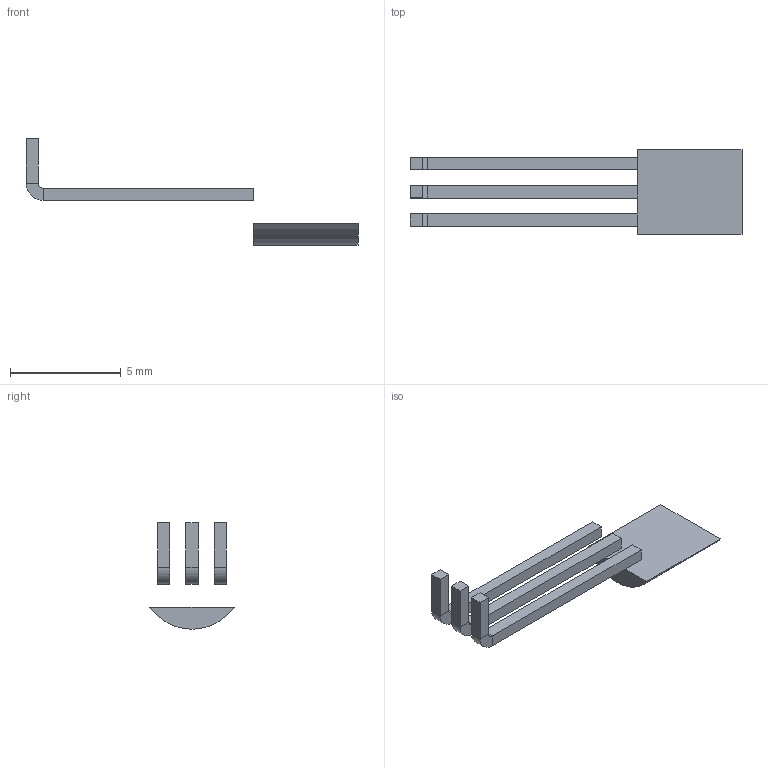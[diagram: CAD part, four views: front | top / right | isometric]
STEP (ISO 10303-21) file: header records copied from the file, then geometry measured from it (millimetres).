
FILE_DESCRIPTION(('FreeCAD Model'),'2;1');
FILE_NAME('Open CASCADE Shape Model','2022-01-06T21:30:50',('Author'),( ''),'Open CASCADE STEP processor 7.5','FreeCAD','Unknown');
FILE_SCHEMA(('AUTOMOTIVE_DESIGN { 1 0 10303 214 1 1 1 1 }'));
Length unit declared in the file: millimetre
Products named in the file (5): DallasSensor; DallasPin002; DallasPin003; DallasPin001
Assembly tree (4 placements, depth 2):
  DallasSensor
    DallasSensor
    DallasPin002
    DallasPin003
    DallasPin001
Bounding box: 14.97 x 3.79 x 4.8 mm (x, y, z)
Volume: 23.7 mm3; surface area: 127 mm2
Topology: 4 solids, 4 shells, 46 faces, 90 edges, 52 vertices
Faces by surface type: plane 39, cylinder 7
Entity records: 2444 total; most frequent: CARTESIAN_POINT 409, DIRECTION 380, LINE 242, VECTOR 242, ORIENTED_EDGE 180, PCURVE 180, DEFINITIONAL_REPRESENTATION 180, EDGE_CURVE 90
